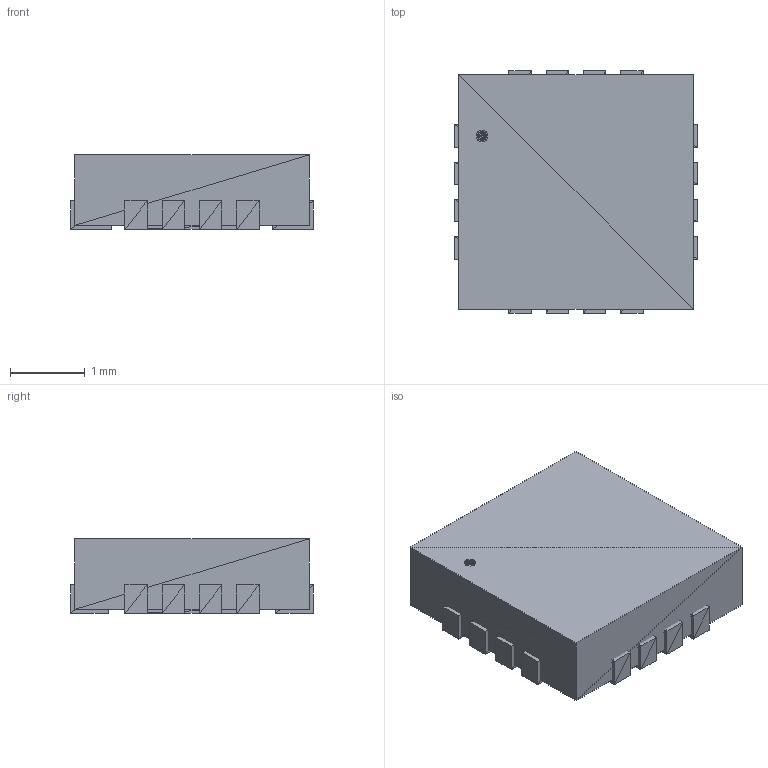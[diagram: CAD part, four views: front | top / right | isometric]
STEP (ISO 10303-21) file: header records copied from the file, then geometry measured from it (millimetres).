
FILE_DESCRIPTION(('FreeCAD Model'),'2;1');
FILE_NAME('Compound.step','2016-09-23T17:24:49',('Author') ,(''),'Open CASCADE STEP processor 6.8','FreeCAD','Unknown');
FILE_SCHEMA(('AUTOMOTIVE_DESIGN_CC2 { 1 2 10303 214 -1 1 5 4 }'));
Length unit declared in the file: millimetre
Products named in the file (2): ASSEMBLY; Compound
Assembly tree (1 placements, depth 2):
  ASSEMBLY
    Compound
Bounding box: 3.25 x 3.25 x 1 mm (x, y, z)
Surface area: 50.3 mm2 (no closed solid volume)
Topology: 0 solids, 246 shells, 246 faces, 738 edges, 738 vertices
Faces by surface type: plane 246
Entity records: 15290 total; most frequent: CARTESIAN_POINT 2462, DIRECTION 1972, LINE 1476, VECTOR 1476, ORIENTED_EDGE 738, EDGE_CURVE 738, VERTEX_POINT 738, SURFACE_CURVE 738
